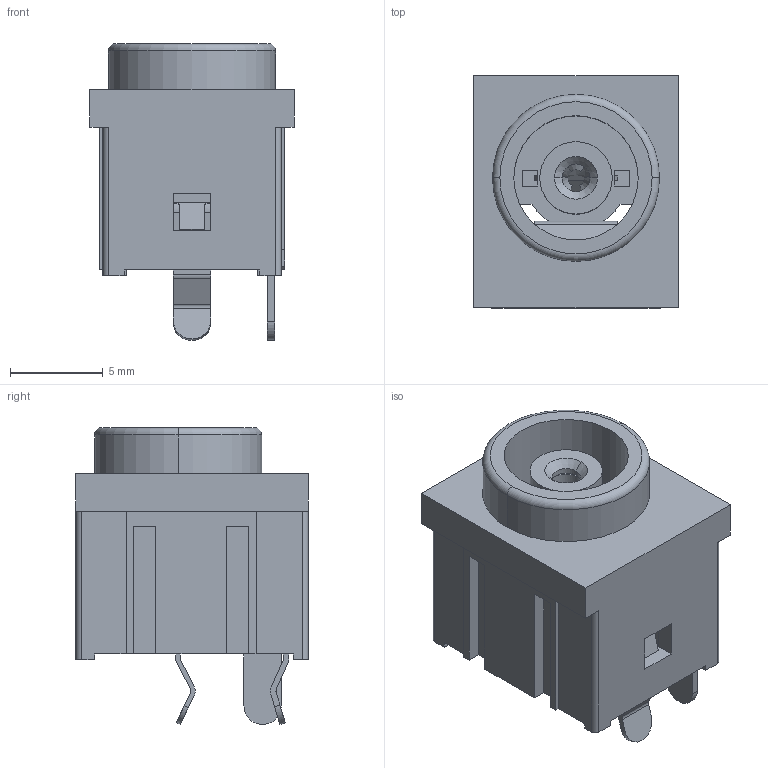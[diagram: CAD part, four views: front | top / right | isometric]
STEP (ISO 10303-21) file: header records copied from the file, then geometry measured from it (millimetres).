
FILE_DESCRIPTION((''),'2;1');
FILE_NAME('PRT0001','2019-03-19T',('Administrator'),(''),'PRO/ENGINEER BY PARAMETRIC TECHNOLOGY CORPORATION, 2012090','PRO/ENGINEER BY PARAMETRIC TECHNOLOGY CORPORATION, 2012090','');
FILE_SCHEMA(('CONFIG_CONTROL_DESIGN'));
Length unit declared in the file: millimetre
Products named in the file (1): PRT0001
Bounding box: 11 x 12.5 x 16 mm (x, y, z)
Volume: 875.1 mm3; surface area: 1743.5 mm2
Topology: 1 solids, 1 shells, 371 faces, 1127 edges, 742 vertices
Faces by surface type: plane 243, cylinder 80, bspline 28, cone 16, torus 4
Entity records: 14046 total; most frequent: CARTESIAN_POINT 3846, ORIENTED_EDGE 2254, DIRECTION 2002, EDGE_CURVE 1127, VECTOR 774, LINE 774, VERTEX_POINT 742, AXIS2_PLACEMENT_3D 614
